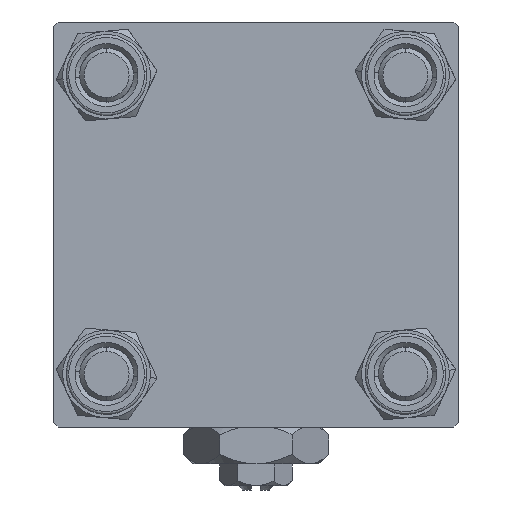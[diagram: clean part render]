
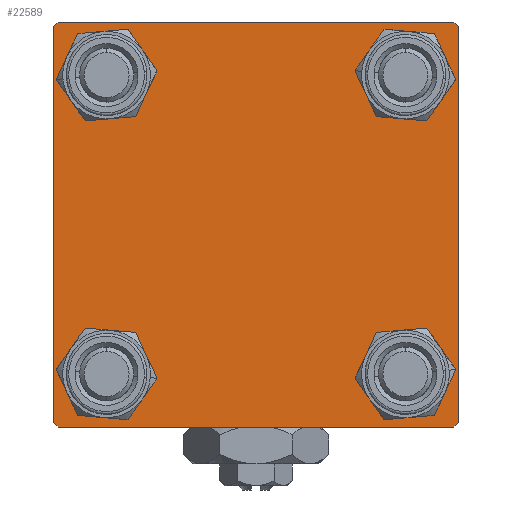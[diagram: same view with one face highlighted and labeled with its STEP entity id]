
A CAD part, left-side view. The second image highlights one B-rep face of the part: STEP entity #22589.
In plain terms, the highlighted planar face has unit normal (-1, 0, 0).
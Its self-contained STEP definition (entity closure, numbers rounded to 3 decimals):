
#451 = EDGE_CURVE ( 'NONE', #23542, #5085, #52964, .T. ) ;
#541 = CIRCLE ( 'NONE', #58660, 3.5 ) ;
#586 = VECTOR ( 'NONE', #17511, 1000. ) ;
#795 = VECTOR ( 'NONE', #17881, 1000. ) ;
#1368 = DIRECTION ( 'NONE',  ( 0., 0., 1. ) ) ;
#1537 = DIRECTION ( 'NONE',  ( 0., 0., 1. ) ) ;
#1755 = LINE ( 'NONE', #10879, #36518 ) ;
#1924 = AXIS2_PLACEMENT_3D ( 'NONE', #56003, #56301, #1368 ) ;
#2274 = EDGE_CURVE ( 'NONE', #6929, #28743, #11025, .T. ) ;
#2311 = ORIENTED_EDGE ( 'NONE', *, *, #47099, .T. ) ;
#2738 = VECTOR ( 'NONE', #51192, 1000. ) ;
#3061 = FACE_OUTER_BOUND ( 'NONE', #44261, .T. ) ;
#3612 = VECTOR ( 'NONE', #27261, 1000. ) ;
#3645 = VERTEX_POINT ( 'NONE', #26935 ) ;
#3646 = PLANE ( 'NONE',  #59562 ) ;
#3678 = EDGE_CURVE ( 'NONE', #16748, #13313, #25003, .T. ) ;
#3981 = AXIS2_PLACEMENT_3D ( 'NONE', #6098, #43412, #1537 ) ;
#4661 = EDGE_CURVE ( 'NONE', #58138, #28743, #13889, .T. ) ;
#5085 = VERTEX_POINT ( 'NONE', #13522 ) ;
#5524 = ORIENTED_EDGE ( 'NONE', *, *, #46406, .T. ) ;
#5854 = DIRECTION ( 'NONE',  ( 1., 0., 0. ) ) ;
#6098 = CARTESIAN_POINT ( 'NONE',  ( 0., -16.6, 16.6 ) ) ;
#6185 = VERTEX_POINT ( 'NONE', #31972 ) ;
#6929 = VERTEX_POINT ( 'NONE', #15594 ) ;
#7660 = DIRECTION ( 'NONE',  ( 0., 0., -1. ) ) ;
#8400 = EDGE_CURVE ( 'NONE', #6185, #52910, #16603, .T. ) ;
#9500 = ORIENTED_EDGE ( 'NONE', *, *, #10577, .T. ) ;
#10235 = DIRECTION ( 'NONE',  ( 0., 0., 1. ) ) ;
#10577 = EDGE_CURVE ( 'NONE', #13313, #16748, #40887, .T. ) ;
#10879 = CARTESIAN_POINT ( 'NONE',  ( 0., 22.25, -22.25 ) ) ;
#11025 = LINE ( 'NONE', #34687, #41416 ) ;
#12586 = EDGE_CURVE ( 'NONE', #30724, #43810, #44697, .T. ) ;
#12730 = LINE ( 'NONE', #45481, #795 ) ;
#12979 = EDGE_LOOP ( 'NONE', ( #39744, #15192 ) ) ;
#12994 = LINE ( 'NONE', #54848, #3612 ) ;
#13313 = VERTEX_POINT ( 'NONE', #36182 ) ;
#13522 = CARTESIAN_POINT ( 'NONE',  ( 0., 16.6, -13.1 ) ) ;
#13653 = EDGE_LOOP ( 'NONE', ( #15483, #33380 ) ) ;
#13696 = DIRECTION ( 'NONE',  ( 1., 0., 0. ) ) ;
#13889 = LINE ( 'NONE', #59984, #2738 ) ;
#14184 = DIRECTION ( 'NONE',  ( 0., 0., 1. ) ) ;
#14412 = CARTESIAN_POINT ( 'NONE',  ( 0., -22.5, -22. ) ) ;
#15192 = ORIENTED_EDGE ( 'NONE', *, *, #45105, .T. ) ;
#15245 = VERTEX_POINT ( 'NONE', #52290 ) ;
#15483 = ORIENTED_EDGE ( 'NONE', *, *, #48318, .T. ) ;
#15594 = CARTESIAN_POINT ( 'NONE',  ( 0., -22.5, 22. ) ) ;
#16603 = CIRCLE ( 'NONE', #47597, 3.5 ) ;
#16748 = VERTEX_POINT ( 'NONE', #26348 ) ;
#17446 = CIRCLE ( 'NONE', #1924, 3.5 ) ;
#17511 = DIRECTION ( 'NONE',  ( 0., -1., 0. ) ) ;
#17881 = DIRECTION ( 'NONE',  ( 0., 0., -1. ) ) ;
#17928 = ORIENTED_EDGE ( 'NONE', *, *, #53004, .T. ) ;
#18124 = AXIS2_PLACEMENT_3D ( 'NONE', #51663, #5854, #34066 ) ;
#19958 = ORIENTED_EDGE ( 'NONE', *, *, #56068, .T. ) ;
#20088 = FACE_BOUND ( 'NONE', #38234, .T. ) ;
#20544 = AXIS2_PLACEMENT_3D ( 'NONE', #46336, #59665, #14184 ) ;
#21394 = VECTOR ( 'NONE', #41055, 1000. ) ;
#21964 = CARTESIAN_POINT ( 'NONE',  ( 0., -22., -22.5 ) ) ;
#22172 = CARTESIAN_POINT ( 'NONE',  ( 0., 0., 0. ) ) ;
#22564 = CARTESIAN_POINT ( 'NONE',  ( 0., 22.5, 22.5 ) ) ;
#22566 = CARTESIAN_POINT ( 'NONE',  ( 0., -16.6, 20.1 ) ) ;
#22589 = ADVANCED_FACE ( 'NONE', ( #24628, #20088, #34038, #52536, #3061 ), #3646, .T. ) ;
#23309 = CARTESIAN_POINT ( 'NONE',  ( 0., 16.6, -16.6 ) ) ;
#23542 = VERTEX_POINT ( 'NONE', #29175 ) ;
#24628 = FACE_BOUND ( 'NONE', #31581, .T. ) ;
#24644 = VERTEX_POINT ( 'NONE', #39685 ) ;
#25003 = CIRCLE ( 'NONE', #58892, 3.5 ) ;
#26348 = CARTESIAN_POINT ( 'NONE',  ( 0., -16.6, -13.1 ) ) ;
#26858 = ORIENTED_EDGE ( 'NONE', *, *, #12586, .T. ) ;
#26935 = CARTESIAN_POINT ( 'NONE',  ( 0., -22., 22.5 ) ) ;
#27119 = LINE ( 'NONE', #22564, #21394 ) ;
#27261 = DIRECTION ( 'NONE',  ( 0., 0.707, 0.707 ) ) ;
#27905 = CARTESIAN_POINT ( 'NONE',  ( 0., 22.25, 22.25 ) ) ;
#28112 = ORIENTED_EDGE ( 'NONE', *, *, #2274, .F. ) ;
#28743 = VERTEX_POINT ( 'NONE', #14412 ) ;
#29175 = CARTESIAN_POINT ( 'NONE',  ( 0., 16.6, -20.1 ) ) ;
#30724 = VERTEX_POINT ( 'NONE', #22566 ) ;
#31245 = CARTESIAN_POINT ( 'NONE',  ( 0., 16.6, 13.1 ) ) ;
#31581 = EDGE_LOOP ( 'NONE', ( #26858, #19958 ) ) ;
#31740 = ORIENTED_EDGE ( 'NONE', *, *, #58196, .F. ) ;
#31836 = CARTESIAN_POINT ( 'NONE',  ( 0., 22., -22.5 ) ) ;
#31972 = CARTESIAN_POINT ( 'NONE',  ( 0., 16.6, 20.1 ) ) ;
#32668 = CIRCLE ( 'NONE', #46243, 3.5 ) ;
#33380 = ORIENTED_EDGE ( 'NONE', *, *, #451, .T. ) ;
#34038 = FACE_BOUND ( 'NONE', #13653, .T. ) ;
#34066 = DIRECTION ( 'NONE',  ( 0., 0., 1. ) ) ;
#34687 = CARTESIAN_POINT ( 'NONE',  ( 0., -22.5, 22.5 ) ) ;
#34988 = EDGE_CURVE ( 'NONE', #6929, #3645, #12994, .T. ) ;
#35237 = DIRECTION ( 'NONE',  ( 0., 0., 1. ) ) ;
#35436 = CARTESIAN_POINT ( 'NONE',  ( 0., -16.6, -16.6 ) ) ;
#36182 = CARTESIAN_POINT ( 'NONE',  ( 0., -16.6, -20.1 ) ) ;
#36239 = CARTESIAN_POINT ( 'NONE',  ( 0., 22.5, -22. ) ) ;
#36432 = ORIENTED_EDGE ( 'NONE', *, *, #34988, .T. ) ;
#36518 = VECTOR ( 'NONE', #43026, 1000. ) ;
#36833 = ORIENTED_EDGE ( 'NONE', *, *, #36835, .T. ) ;
#36835 = EDGE_CURVE ( 'NONE', #15245, #46798, #12730, .T. ) ;
#36990 = DIRECTION ( 'NONE',  ( 0., 0.707, -0.707 ) ) ;
#37552 = DIRECTION ( 'NONE',  ( 1., 0., 0. ) ) ;
#38234 = EDGE_LOOP ( 'NONE', ( #43051, #9500 ) ) ;
#39487 = CARTESIAN_POINT ( 'NONE',  ( 0., 16.6, 16.6 ) ) ;
#39685 = CARTESIAN_POINT ( 'NONE',  ( 0., 22., 22.5 ) ) ;
#39744 = ORIENTED_EDGE ( 'NONE', *, *, #8400, .T. ) ;
#40559 = CARTESIAN_POINT ( 'NONE',  ( 0., 22.5, -22.5 ) ) ;
#40666 = DIRECTION ( 'NONE',  ( 0., 0., 1. ) ) ;
#40887 = CIRCLE ( 'NONE', #20544, 3.5 ) ;
#41055 = DIRECTION ( 'NONE',  ( 0., -1., 0. ) ) ;
#41416 = VECTOR ( 'NONE', #7660, 1000. ) ;
#42301 = VERTEX_POINT ( 'NONE', #31836 ) ;
#43026 = DIRECTION ( 'NONE',  ( 0., -0.707, -0.707 ) ) ;
#43051 = ORIENTED_EDGE ( 'NONE', *, *, #3678, .T. ) ;
#43412 = DIRECTION ( 'NONE',  ( 1., 0., 0. ) ) ;
#43810 = VERTEX_POINT ( 'NONE', #54973 ) ;
#44261 = EDGE_LOOP ( 'NONE', ( #36833, #2311, #5524, #53305, #28112, #36432, #31740, #17928 ) ) ;
#44697 = CIRCLE ( 'NONE', #3981, 3.5 ) ;
#45105 = EDGE_CURVE ( 'NONE', #52910, #6185, #541, .T. ) ;
#45481 = CARTESIAN_POINT ( 'NONE',  ( 0., 22.5, 22.5 ) ) ;
#46243 = AXIS2_PLACEMENT_3D ( 'NONE', #23309, #37552, #10235 ) ;
#46336 = CARTESIAN_POINT ( 'NONE',  ( 0., -16.6, -16.6 ) ) ;
#46406 = EDGE_CURVE ( 'NONE', #42301, #58138, #53307, .T. ) ;
#46744 = DIRECTION ( 'NONE',  ( 0., 0., 1. ) ) ;
#46798 = VERTEX_POINT ( 'NONE', #36239 ) ;
#47099 = EDGE_CURVE ( 'NONE', #46798, #42301, #1755, .T. ) ;
#47597 = AXIS2_PLACEMENT_3D ( 'NONE', #39487, #53718, #35237 ) ;
#48318 = EDGE_CURVE ( 'NONE', #5085, #23542, #32668, .T. ) ;
#49957 = DIRECTION ( 'NONE',  ( 0., 0., 1. ) ) ;
#51192 = DIRECTION ( 'NONE',  ( 0., -0.707, 0.707 ) ) ;
#51233 = LINE ( 'NONE', #27905, #55080 ) ;
#51663 = CARTESIAN_POINT ( 'NONE',  ( 0., 16.6, -16.6 ) ) ;
#52290 = CARTESIAN_POINT ( 'NONE',  ( 0., 22.5, 22. ) ) ;
#52536 = FACE_BOUND ( 'NONE', #12979, .T. ) ;
#52910 = VERTEX_POINT ( 'NONE', #31245 ) ;
#52964 = CIRCLE ( 'NONE', #18124, 3.5 ) ;
#53004 = EDGE_CURVE ( 'NONE', #24644, #15245, #51233, .T. ) ;
#53305 = ORIENTED_EDGE ( 'NONE', *, *, #4661, .T. ) ;
#53307 = LINE ( 'NONE', #40559, #586 ) ;
#53718 = DIRECTION ( 'NONE',  ( 1., 0., 0. ) ) ;
#54226 = DIRECTION ( 'NONE',  ( 1., 0., 0. ) ) ;
#54848 = CARTESIAN_POINT ( 'NONE',  ( 0., -22.25, 22.25 ) ) ;
#54973 = CARTESIAN_POINT ( 'NONE',  ( 0., -16.6, 13.1 ) ) ;
#55080 = VECTOR ( 'NONE', #36990, 1000. ) ;
#56003 = CARTESIAN_POINT ( 'NONE',  ( 0., -16.6, 16.6 ) ) ;
#56068 = EDGE_CURVE ( 'NONE', #43810, #30724, #17446, .T. ) ;
#56301 = DIRECTION ( 'NONE',  ( 1., 0., 0. ) ) ;
#58138 = VERTEX_POINT ( 'NONE', #21964 ) ;
#58196 = EDGE_CURVE ( 'NONE', #24644, #3645, #27119, .T. ) ;
#58660 = AXIS2_PLACEMENT_3D ( 'NONE', #59473, #13696, #46744 ) ;
#58892 = AXIS2_PLACEMENT_3D ( 'NONE', #35436, #54226, #49957 ) ;
#59473 = CARTESIAN_POINT ( 'NONE',  ( 0., 16.6, 16.6 ) ) ;
#59562 = AXIS2_PLACEMENT_3D ( 'NONE', #22172, #59755, #40666 ) ;
#59665 = DIRECTION ( 'NONE',  ( 1., 0., 0. ) ) ;
#59755 = DIRECTION ( 'NONE',  ( -1., 0., 0. ) ) ;
#59984 = CARTESIAN_POINT ( 'NONE',  ( 0., -22.25, -22.25 ) ) ;
